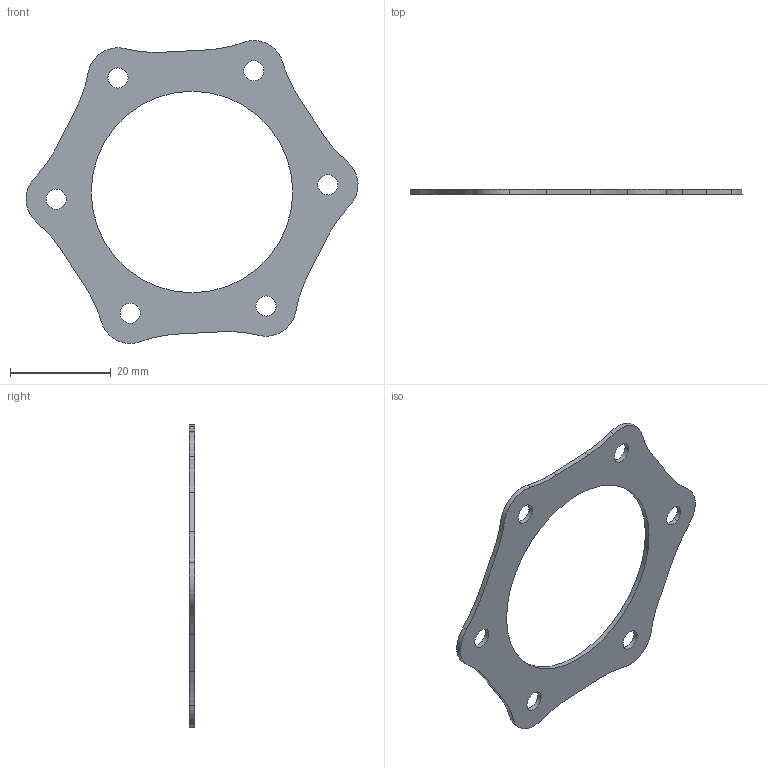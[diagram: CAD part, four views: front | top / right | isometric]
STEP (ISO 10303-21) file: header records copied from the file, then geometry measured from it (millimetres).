
FILE_DESCRIPTION(('CoCreate Modeling STEP Export'),'2;1');
FILE_NAME('m30.stp','2011-05-24T11:30:02',(''),(''),'CoCreate Modeling STEP processor for AP214 (Solid Model)','CoCreate Modeling 18.0P1120 20-Nov-2010 (C) Parametric Technology GmbH','');
FILE_SCHEMA(('AUTOMOTIVE_DESIGN { 1 0 10303 214 1 1 1 1 }'));
Length unit declared in the file: millimetre
Products named in the file (1): BODY_26____SOL10187_-_WSP_TABLE.PRT
Bounding box: 65.91 x 1 x 60.11 mm (x, y, z)
Volume: 1485.1 mm3; surface area: 3372.5 mm2
Topology: 1 solids, 1 shells, 40 faces, 116 edges, 78 vertices
Faces by surface type: cylinder 32, plane 8
Entity records: 1332 total; most frequent: DIRECTION 232, ORIENTED_EDGE 232, CARTESIAN_POINT 219, EDGE_CURVE 116, AXIS2_PLACEMENT_3D 91, VERTEX_POINT 78, EDGE_LOOP 54, VECTOR 50
